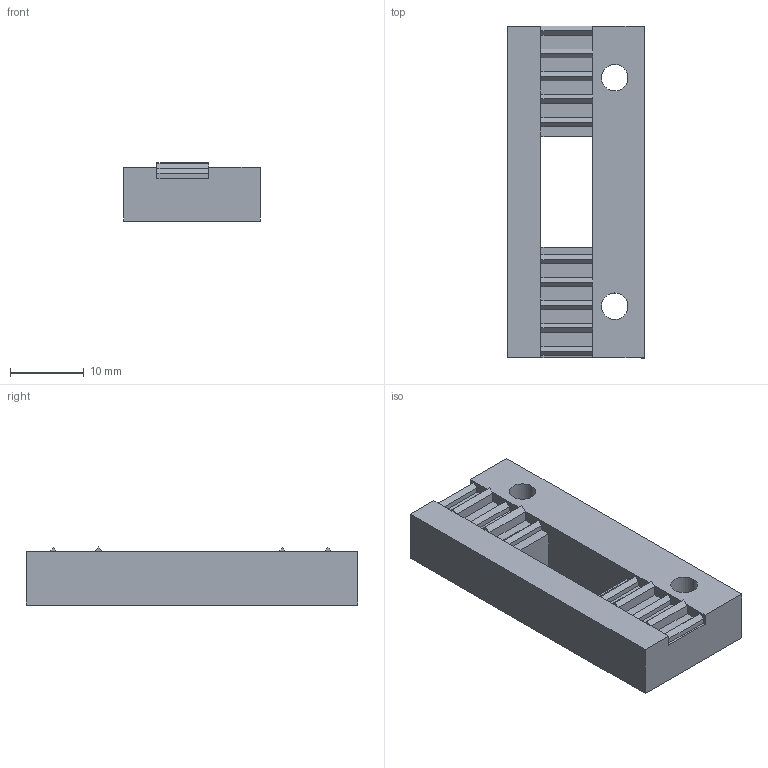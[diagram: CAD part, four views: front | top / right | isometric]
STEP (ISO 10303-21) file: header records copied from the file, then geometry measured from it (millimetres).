
FILE_DESCRIPTION (( 'STEP AP203' ), '1' );
FILE_NAME ('belt retainer.STEP', '2019-01-01T16:27:58', ( '' ), ( '' ), 'SwSTEP 2.0', 'SolidWorks 2018', '' );
FILE_SCHEMA (( 'CONFIG_CONTROL_DESIGN' ));
Length unit declared in the file: millimetre
Products named in the file (1): belt retainer
Bounding box: 18.5 x 45 x 7.87 mm (x, y, z)
Volume: 4950.8 mm3; surface area: 3019.8 mm2
Topology: 1 solids, 1 shells, 81 faces, 224 edges, 144 vertices
Faces by surface type: plane 77, cylinder 4
Entity records: 2607 total; most frequent: CARTESIAN_POINT 450, ORIENTED_EDGE 448, DIRECTION 396, EDGE_CURVE 224, LINE 216, VECTOR 216, VERTEX_POINT 144, AXIS2_PLACEMENT_3D 90
